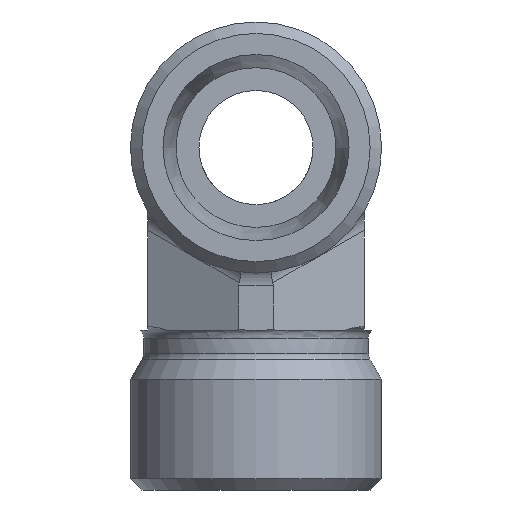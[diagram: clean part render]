
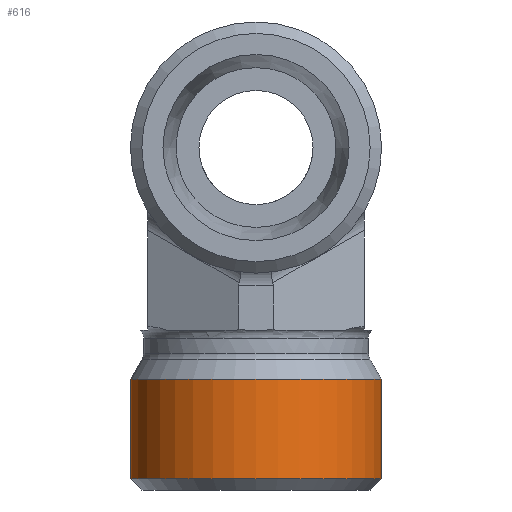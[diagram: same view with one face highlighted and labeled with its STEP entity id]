
A CAD part, front view. The second image highlights one B-rep face of the part: STEP entity #616.
In plain terms, the highlighted cylindrical face has radius 11 mm (diameter 22 mm), a full revolution.
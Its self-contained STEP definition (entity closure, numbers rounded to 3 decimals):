
#585=CARTESIAN_POINT('',(-7.985,9.544,-13.0));
#586=VERTEX_POINT('',#585);
#587=CARTESIAN_POINT('',(-18.985,9.544,-13.0));
#588=DIRECTION('',(0.0,0.0,-1.0));
#589=DIRECTION('',(-1.0,0.0,0.0));
#590=AXIS2_PLACEMENT_3D('',#587,#588,#589);
#591=CIRCLE('',#590,11.0);
#592=EDGE_CURVE('',#586,#586,#591,.T.);
#597=CARTESIAN_POINT('',(-18.985,9.544,-14.));
#598=DIRECTION('',(0.,0.,1.0));
#599=DIRECTION('',(-1.0,0.0,0.0));
#600=AXIS2_PLACEMENT_3D('',#597,#598,#599);
#601=CYLINDRICAL_SURFACE('',#600,11.0);
#602=CARTESIAN_POINT('',(-29.985,9.544,-4.292));
#603=VERTEX_POINT('',#602);
#604=CARTESIAN_POINT('',(-18.985,9.544,-4.292));
#605=DIRECTION('',(0.0,0.0,-1.0));
#606=DIRECTION('',(-1.0,0.0,0.0));
#607=AXIS2_PLACEMENT_3D('',#604,#605,#606);
#608=CIRCLE('',#607,11.0);
#609=EDGE_CURVE('',#603,#603,#608,.T.);
#610=ORIENTED_EDGE('',*,*,#609,.T.);
#611=EDGE_LOOP('',(#610));
#612=FACE_OUTER_BOUND('',#611,.T.);
#613=ORIENTED_EDGE('',*,*,#592,.F.);
#614=EDGE_LOOP('',(#613));
#615=FACE_BOUND('',#614,.T.);
#616=ADVANCED_FACE('',(#612,#615),#601,.T.);
